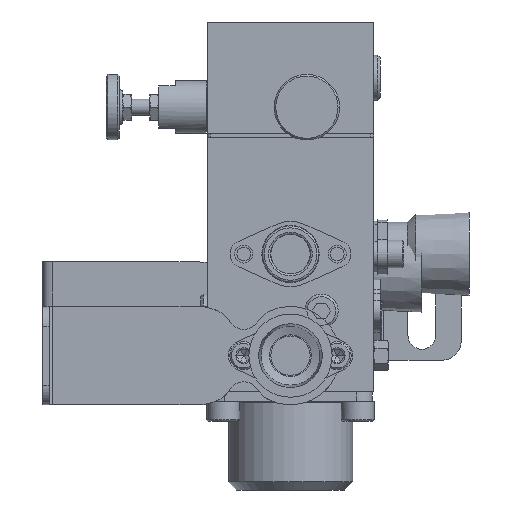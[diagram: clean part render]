
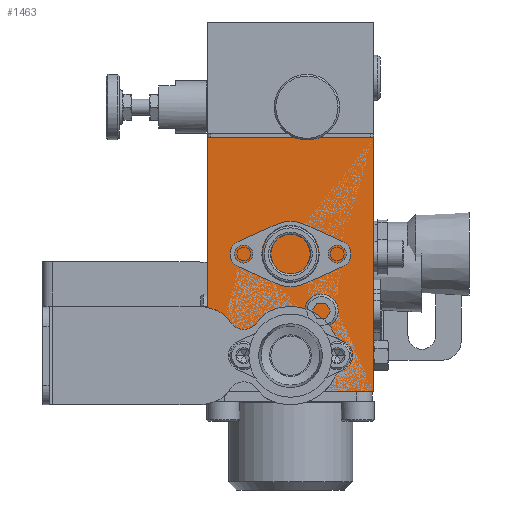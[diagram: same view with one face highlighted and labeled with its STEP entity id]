
A CAD part, left-side view. The second image highlights one B-rep face of the part: STEP entity #1463.
In plain terms, the highlighted face is planar.
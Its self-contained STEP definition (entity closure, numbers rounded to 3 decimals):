
#1463 = ADVANCED_FACE( '', ( #3474 ), #3475, .T. );
#3474 = FACE_OUTER_BOUND( '', #6137, .T. );
#3475 = PLANE( '', #6138 );
#6137 = EDGE_LOOP( '', ( #10184, #10185, #10186, #10187, #10188, #10189, #10190, #10191, #10192, #10193, #10194, #10195, #10196, #10197, #10198 ) );
#6138 = AXIS2_PLACEMENT_3D( '', #10199, #10200, #10201 );
#10184 = ORIENTED_EDGE( '', *, *, #14209, .F. );
#10185 = ORIENTED_EDGE( '', *, *, #12941, .F. );
#10186 = ORIENTED_EDGE( '', *, *, #14210, .T. );
#10187 = ORIENTED_EDGE( '', *, *, #14134, .F. );
#10188 = ORIENTED_EDGE( '', *, *, #13101, .T. );
#10189 = ORIENTED_EDGE( '', *, *, #13461, .T. );
#10190 = ORIENTED_EDGE( '', *, *, #14211, .F. );
#10191 = ORIENTED_EDGE( '', *, *, #14212, .F. );
#10192 = ORIENTED_EDGE( '', *, *, #13028, .F. );
#10193 = ORIENTED_EDGE( '', *, *, #13307, .F. );
#10194 = ORIENTED_EDGE( '', *, *, #13906, .F. );
#10195 = ORIENTED_EDGE( '', *, *, #14213, .F. );
#10196 = ORIENTED_EDGE( '', *, *, #13959, .F. );
#10197 = ORIENTED_EDGE( '', *, *, #14177, .F. );
#10198 = ORIENTED_EDGE( '', *, *, #13130, .F. );
#10199 = CARTESIAN_POINT( '', ( -25.4, 25.4, 40.6 ) );
#10200 = DIRECTION( '', ( 0., 1., 0. ) );
#10201 = DIRECTION( '', ( 0., 0., 1. ) );
#12941 = EDGE_CURVE( '', #14938, #14940, #14941, .T. );
#13028 = EDGE_CURVE( '', #15092, #15094, #15095, .T. );
#13101 = EDGE_CURVE( '', #15215, #15219, #15221, .T. );
#13130 = EDGE_CURVE( '', #15269, #15271, #15272, .T. );
#13307 = EDGE_CURVE( '', #15558, #15092, #15560, .T. );
#13461 = EDGE_CURVE( '', #15219, #15802, #15804, .T. );
#13906 = EDGE_CURVE( '', #16486, #15558, #16488, .T. );
#13959 = EDGE_CURVE( '', #16561, #16563, #16564, .T. );
#14134 = EDGE_CURVE( '', #15215, #16816, #16817, .T. );
#14177 = EDGE_CURVE( '', #15271, #16561, #16881, .T. );
#14209 = EDGE_CURVE( '', #14940, #15269, #16924, .T. );
#14210 = EDGE_CURVE( '', #14938, #16816, #16925, .T. );
#14211 = EDGE_CURVE( '', #16926, #15802, #16927, .T. );
#14212 = EDGE_CURVE( '', #15094, #16926, #16928, .T. );
#14213 = EDGE_CURVE( '', #16563, #16486, #16929, .T. );
#14938 = VERTEX_POINT( '', #17823 );
#14940 = VERTEX_POINT( '', #17825 );
#14941 = CIRCLE( '', #17826, 15. );
#15092 = VERTEX_POINT( '', #18038 );
#15094 = VERTEX_POINT( '', #18041 );
#15095 = CIRCLE( '', #18042, 5. );
#15215 = VERTEX_POINT( '', #18216 );
#15219 = VERTEX_POINT( '', #18222 );
#15221 = LINE( '', #18225, #18226 );
#15269 = VERTEX_POINT( '', #18325 );
#15271 = VERTEX_POINT( '', #18328 );
#15272 = LINE( '', #18329, #18330 );
#15558 = VERTEX_POINT( '', #18809 );
#15560 = CIRCLE( '', #18812, 9.322 );
#15802 = VERTEX_POINT( '', #19145 );
#15804 = LINE( '', #19148, #19149 );
#16486 = VERTEX_POINT( '', #20123 );
#16488 = CIRCLE( '', #20126, 15. );
#16561 = VERTEX_POINT( '', #20214 );
#16563 = VERTEX_POINT( '', #20217 );
#16564 = LINE( '', #20218, #20219 );
#16816 = VERTEX_POINT( '', #20561 );
#16817 = LINE( '', #20562, #20563 );
#16881 = CIRCLE( '', #20642, 4.2 );
#16924 = CIRCLE( '', #20689, 4. );
#16925 = LINE( '', #20690, #20691 );
#16926 = VERTEX_POINT( '', #20692 );
#16927 = CIRCLE( '', #20693, 15. );
#16928 = CIRCLE( '', #20694, 8.9 );
#16929 = CIRCLE( '', #20695, 4. );
#17823 = CARTESIAN_POINT( '', ( -10.198, 25.4, -37. ) );
#17825 = CARTESIAN_POINT( '', ( -13.484, 25.4, -32.571 ) );
#17826 = AXIS2_PLACEMENT_3D( '', #22218, #22219, #22220 );
#18038 = CARTESIAN_POINT( '', ( 10.051, 25.4, -15.714 ) );
#18041 = CARTESIAN_POINT( '', ( 18.474, 25.4, -15.676 ) );
#18042 = AXIS2_PLACEMENT_3D( '', #22332, #22333, #22334 );
#18216 = CARTESIAN_POINT( '', ( -25.4, 25.4, 40.6 ) );
#18222 = CARTESIAN_POINT( '', ( 25.4, 25.4, 40.6 ) );
#18225 = CARTESIAN_POINT( '', ( -25.4, 25.4, 40.6 ) );
#18226 = VECTOR( '', #22449, 1000. );
#18325 = CARTESIAN_POINT( '', ( -14.508, 25.4, -31.259 ) );
#18328 = CARTESIAN_POINT( '', ( -16.787, 25.4, -29.347 ) );
#18329 = CARTESIAN_POINT( '', ( -14.508, 25.4, -31.259 ) );
#18330 = VECTOR( '', #22480, 1000. );
#18809 = CARTESIAN_POINT( '', ( 5.87, 25.4, -12.196 ) );
#18812 = AXIS2_PLACEMENT_3D( '', #22718, #22719, #22720 );
#19145 = CARTESIAN_POINT( '', ( 25.4, 25.4, -11.324 ) );
#19148 = CARTESIAN_POINT( '', ( 25.4, 25.4, 40.6 ) );
#19149 = VECTOR( '', #22941, 1000. );
#20123 = CARTESIAN_POINT( '', ( -13.484, 25.4, -19.429 ) );
#20126 = AXIS2_PLACEMENT_3D( '', #23574, #23575, #23576 );
#20214 = CARTESIAN_POINT( '', ( -16.787, 25.4, -22.653 ) );
#20217 = CARTESIAN_POINT( '', ( -14.508, 25.4, -20.741 ) );
#20218 = CARTESIAN_POINT( '', ( -14.508, 25.4, -20.741 ) );
#20219 = VECTOR( '', #23647, 1000. );
#20561 = CARTESIAN_POINT( '', ( -25.4, 25.4, -37. ) );
#20562 = CARTESIAN_POINT( '', ( -25.4, 25.4, 40.6 ) );
#20563 = VECTOR( '', #23877, 1000. );
#20642 = AXIS2_PLACEMENT_3D( '', #23935, #23936, #23937 );
#20689 = AXIS2_PLACEMENT_3D( '', #23984, #23985, #23986 );
#20690 = CARTESIAN_POINT( '', ( -25.4, 25.4, -37. ) );
#20691 = VECTOR( '', #23987, 1000. );
#20692 = CARTESIAN_POINT( '', ( 22.331, 25.4, -12.327 ) );
#20693 = AXIS2_PLACEMENT_3D( '', #23988, #23989, #23990 );
#20694 = AXIS2_PLACEMENT_3D( '', #23991, #23992, #23993 );
#20695 = AXIS2_PLACEMENT_3D( '', #23994, #23995, #23996 );
#22218 = CARTESIAN_POINT( '', ( 0., 25.4, -26. ) );
#22219 = DIRECTION( '', ( 0., 1., 0. ) );
#22220 = DIRECTION( '', ( -1., 0., 0. ) );
#22332 = CARTESIAN_POINT( '', ( 14.25, 25.4, -13. ) );
#22333 = DIRECTION( '', ( 0., -1., 0. ) );
#22334 = DIRECTION( '', ( -1., 0., 0. ) );
#22449 = DIRECTION( '', ( 1., 0., 0. ) );
#22480 = DIRECTION( '', ( -0.766, 0., 0.643 ) );
#22718 = CARTESIAN_POINT( '', ( 2.222, 25.4, -20.775 ) );
#22719 = DIRECTION( '', ( 0., 1., 0. ) );
#22720 = DIRECTION( '', ( -1., 0., 0. ) );
#22941 = DIRECTION( '', ( 0., 0., -1. ) );
#23574 = CARTESIAN_POINT( '', ( 0., 25.4, -26. ) );
#23575 = DIRECTION( '', ( 0., 1., 0. ) );
#23576 = DIRECTION( '', ( -1., 0., 0. ) );
#23647 = DIRECTION( '', ( 0.766, 0., 0.643 ) );
#23877 = DIRECTION( '', ( 0., 0., -1. ) );
#23935 = CARTESIAN_POINT( '', ( -14.25, 25.4, -26. ) );
#23936 = DIRECTION( '', ( 0., 1., 0. ) );
#23937 = DIRECTION( '', ( 1., 0., 0. ) );
#23984 = CARTESIAN_POINT( '', ( -17.08, 25.4, -34.323 ) );
#23985 = DIRECTION( '', ( 0., -1., 0. ) );
#23986 = DIRECTION( '', ( -1., 0., 0. ) );
#23987 = DIRECTION( '', ( -1., 0., 0. ) );
#23988 = CARTESIAN_POINT( '', ( 28.5, 25.4, -26. ) );
#23989 = DIRECTION( '', ( 0., 1., 0. ) );
#23990 = DIRECTION( '', ( -1., 0., 0. ) );
#23991 = CARTESIAN_POINT( '', ( 25.991, 25.4, -20.439 ) );
#23992 = DIRECTION( '', ( 0., 1., 0. ) );
#23993 = DIRECTION( '', ( -1., 0., 0. ) );
#23994 = CARTESIAN_POINT( '', ( -17.08, 25.4, -17.677 ) );
#23995 = DIRECTION( '', ( 0., -1., 0. ) );
#23996 = DIRECTION( '', ( -1., 0., 0. ) );
